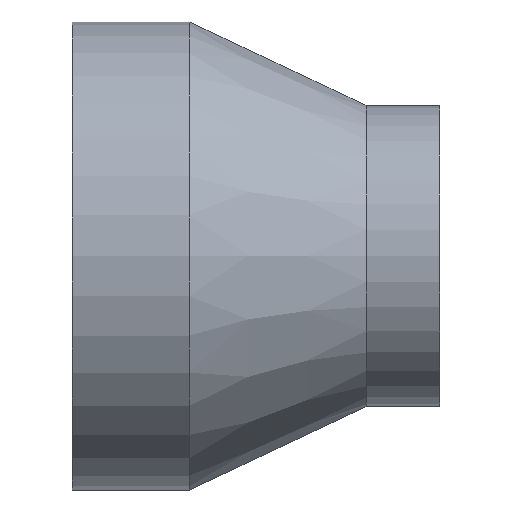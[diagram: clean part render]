
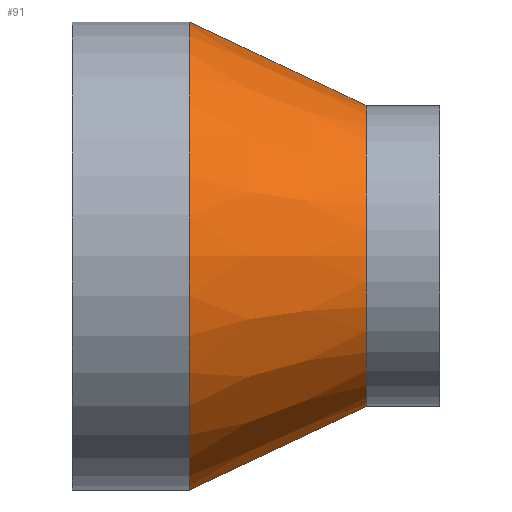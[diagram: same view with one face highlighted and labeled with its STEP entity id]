
A CAD part, top view. The second image highlights one B-rep face of the part: STEP entity #91.
In plain terms, the highlighted conical face has half-angle 25.253 degrees and reference radius 57.5 mm.
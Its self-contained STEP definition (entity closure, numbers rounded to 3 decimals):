
#85 = EDGE_CURVE( '', #163, #115, #219, .T. );
#91 = ADVANCED_FACE( '', ( #225 ), #226, .T. );
#101 = VERTEX_POINT( '', #236 );
#115 = VERTEX_POINT( '', #254 );
#133 = EDGE_CURVE( '', #163, #137, #273, .T. );
#135 = EDGE_CURVE( '', #101, #137, #275, .T. );
#137 = VERTEX_POINT( '', #277 );
#163 = VERTEX_POINT( '', #307 );
#185 = EDGE_CURVE( '', #115, #101, #335, .T. );
#219 = LINE( '', #361, #362 );
#225 = FACE_OUTER_BOUND( '', #370, .T. );
#226 = CONICAL_SURFACE( '', #371, 57.5, 0.441 );
#236 = CARTESIAN_POINT( '', ( 88., 45., 0. ) );
#254 = CARTESIAN_POINT( '', ( 88., -45., 0. ) );
#273 = CIRCLE( '', #436, 70. );
#275 = LINE( '', #439, #440 );
#277 = CARTESIAN_POINT( '', ( 35., 70., 0. ) );
#307 = CARTESIAN_POINT( '', ( 35., -70., 0. ) );
#335 = CIRCLE( '', #508, 45. );
#361 = CARTESIAN_POINT( '', ( 61.5, -57.5, 0. ) );
#362 = VECTOR( '', #533, 1. );
#370 = EDGE_LOOP( '', ( #536, #537, #538, #539 ) );
#371 = AXIS2_PLACEMENT_3D( '', #540, #541, #542 );
#436 = AXIS2_PLACEMENT_3D( '', #601, #602, #603 );
#439 = CARTESIAN_POINT( '', ( 61.5, 57.5, 0. ) );
#440 = VECTOR( '', #604, 1. );
#508 = AXIS2_PLACEMENT_3D( '', #692, #693, #694 );
#533 = DIRECTION( '', ( 0.904, 0.427, 0. ) );
#536 = ORIENTED_EDGE( '', *, *, #135, .T. );
#537 = ORIENTED_EDGE( '', *, *, #133, .F. );
#538 = ORIENTED_EDGE( '', *, *, #85, .T. );
#539 = ORIENTED_EDGE( '', *, *, #185, .T. );
#540 = CARTESIAN_POINT( '', ( 61.5, 0., 0. ) );
#541 = DIRECTION( '', ( -1., 0., 0. ) );
#542 = DIRECTION( '', ( 0., 1., 0. ) );
#601 = CARTESIAN_POINT( '', ( 35., 0., 0. ) );
#602 = DIRECTION( '', ( -1., 0., 0. ) );
#603 = DIRECTION( '', ( 0., 1., 0. ) );
#604 = DIRECTION( '', ( -0.904, 0.427, 0. ) );
#692 = CARTESIAN_POINT( '', ( 88., 0., 0. ) );
#693 = DIRECTION( '', ( -1., 0., 0. ) );
#694 = DIRECTION( '', ( 0., 1., 0. ) );
